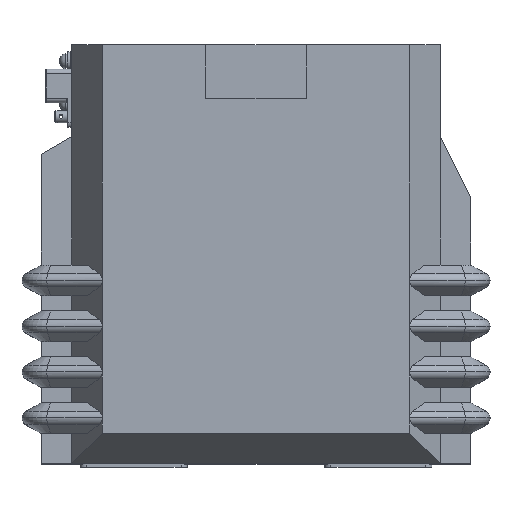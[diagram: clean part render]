
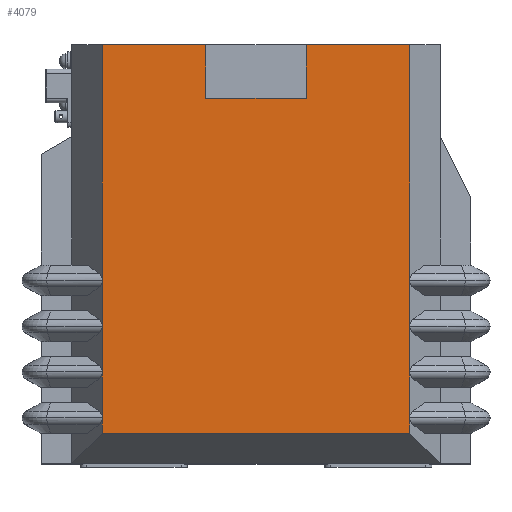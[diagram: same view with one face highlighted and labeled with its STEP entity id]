
A CAD part, top view. The second image highlights one B-rep face of the part: STEP entity #4079.
In plain terms, the highlighted planar face has unit normal (0, 0, 1).
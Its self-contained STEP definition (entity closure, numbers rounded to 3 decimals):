
#4079=ADVANCED_FACE('',(#23952),#23954,.T.);
#23952=FACE_BOUND('',#23953,.T.);
#23953=EDGE_LOOP('',(#39156,#39157,#39158,#39159,#39160,#39161,#39162,#39163,#39164,
#39165,#39166,#39167,#39168,#39169,#39170,#39171));
#23954=PLANE('',#23955);
#23955=AXIS2_PLACEMENT_3D('',#23956,#23957,#23958);
#23956=CARTESIAN_POINT('',(-237.5,-50.,88.));
#23957=DIRECTION('',(0.,0.,1.));
#23958=DIRECTION('',(1.,0.,0.));
#39156=ORIENTED_EDGE('',*,*,#50898,.T.);
#39157=ORIENTED_EDGE('',*,*,#50899,.F.);
#39158=ORIENTED_EDGE('',*,*,#50900,.F.);
#39159=ORIENTED_EDGE('',*,*,#50901,.F.);
#39160=ORIENTED_EDGE('',*,*,#50902,.F.);
#39161=ORIENTED_EDGE('',*,*,#50903,.F.);
#39162=ORIENTED_EDGE('',*,*,#50498,.F.);
#39163=ORIENTED_EDGE('',*,*,#50481,.T.);
#39164=ORIENTED_EDGE('',*,*,#50895,.T.);
#39165=ORIENTED_EDGE('',*,*,#50904,.T.);
#39166=ORIENTED_EDGE('',*,*,#50905,.T.);
#39167=ORIENTED_EDGE('',*,*,#50906,.T.);
#39168=ORIENTED_EDGE('',*,*,#50907,.T.);
#39169=ORIENTED_EDGE('',*,*,#50908,.F.);
#39170=ORIENTED_EDGE('',*,*,#50909,.F.);
#39171=ORIENTED_EDGE('',*,*,#50910,.T.);
#50481=EDGE_CURVE('',#57197,#57199,#57201,.T.);
#50498=EDGE_CURVE('',#57197,#57226,#57227,.T.);
#50895=EDGE_CURVE('',#57199,#57834,#57836,.T.);
#50898=EDGE_CURVE('',#57840,#57841,#57842,.T.);
#50899=EDGE_CURVE('',#57843,#57841,#57844,.T.);
#50900=EDGE_CURVE('',#57845,#57843,#57846,.T.);
#50901=EDGE_CURVE('',#57847,#57845,#57848,.T.);
#50902=EDGE_CURVE('',#57849,#57847,#57850,.T.);
#50903=EDGE_CURVE('',#57226,#57849,#57851,.T.);
#50904=EDGE_CURVE('',#57834,#57852,#57853,.T.);
#50905=EDGE_CURVE('',#57852,#57854,#57855,.T.);
#50906=EDGE_CURVE('',#57854,#57856,#57857,.T.);
#50907=EDGE_CURVE('',#57856,#57858,#57859,.T.);
#50908=EDGE_CURVE('',#57860,#57858,#57861,.T.);
#50909=EDGE_CURVE('',#57862,#57860,#57863,.T.);
#50910=EDGE_CURVE('',#57862,#57840,#57864,.T.);
#57197=VERTEX_POINT('',#69346);
#57199=VERTEX_POINT('',#69350);
#57201=LINE('',#69354,#69355);
#57226=VERTEX_POINT('',#69417);
#57227=LINE('',#69418,#69419);
#57834=VERTEX_POINT('',#70959);
#57836=LINE('',#70964,#70965);
#57840=VERTEX_POINT('',#70975);
#57841=VERTEX_POINT('',#70976);
#57842=LINE('',#70977,#70978);
#57843=VERTEX_POINT('',#70980);
#57844=LINE('',#70981,#70982);
#57845=VERTEX_POINT('',#70984);
#57846=LINE('',#70985,#70986);
#57847=VERTEX_POINT('',#70988);
#57848=LINE('',#70989,#70990);
#57849=VERTEX_POINT('',#70992);
#57850=LINE('',#70993,#70994);
#57851=LINE('',#70996,#70997);
#57852=VERTEX_POINT('',#70999);
#57853=LINE('',#71000,#71001);
#57854=VERTEX_POINT('',#71003);
#57855=LINE('',#71004,#71005);
#57856=VERTEX_POINT('',#71007);
#57857=LINE('',#71008,#71009);
#57858=VERTEX_POINT('',#71011);
#57859=LINE('',#71012,#71013);
#57860=VERTEX_POINT('',#71015);
#57861=LINE('',#71016,#71017);
#57862=VERTEX_POINT('',#71019);
#57863=LINE('',#71020,#71021);
#57864=LINE('',#71023,#71024);
#69346=CARTESIAN_POINT('',(-241.,-254.,88.));
#69350=CARTESIAN_POINT('',(-40.,-254.,88.));
#69354=CARTESIAN_POINT('',(-241.,-254.,88.));
#69355=VECTOR('',#69356,1.);
#69356=DIRECTION('',(1.,0.,0.));
#69417=CARTESIAN_POINT('',(-241.,-243.896,88.));
#69418=CARTESIAN_POINT('',(-241.,-254.,88.));
#69419=VECTOR('',#69420,1.);
#69420=DIRECTION('',(0.,1.,0.));
#70959=CARTESIAN_POINT('',(-40.,-243.896,88.));
#70964=CARTESIAN_POINT('',(-40.,-254.,88.));
#70965=VECTOR('',#70966,1.);
#70966=DIRECTION('',(0.,1.,0.));
#70975=CARTESIAN_POINT('',(-173.5,-35.,88.));
#70976=CARTESIAN_POINT('',(-173.5,0.,88.));
#70977=CARTESIAN_POINT('',(-173.5,-35.,88.));
#70978=VECTOR('',#70979,1.);
#70979=DIRECTION('',(0.,1.,0.));
#70980=CARTESIAN_POINT('',(-241.,0.,88.));
#70981=CARTESIAN_POINT('',(-241.,0.,88.));
#70982=VECTOR('',#70983,1.);
#70983=DIRECTION('',(1.,0.,0.));
#70984=CARTESIAN_POINT('',(-241.,-153.896,88.));
#70985=CARTESIAN_POINT('',(-241.,-153.896,88.));
#70986=VECTOR('',#70987,1.);
#70987=DIRECTION('',(0.,1.,0.));
#70988=CARTESIAN_POINT('',(-241.,-183.896,88.));
#70989=CARTESIAN_POINT('',(-241.,-183.896,88.));
#70990=VECTOR('',#70991,1.);
#70991=DIRECTION('',(0.,1.,0.));
#70992=CARTESIAN_POINT('',(-241.,-213.896,88.));
#70993=CARTESIAN_POINT('',(-241.,-213.896,88.));
#70994=VECTOR('',#70995,1.);
#70995=DIRECTION('',(0.,1.,0.));
#70996=CARTESIAN_POINT('',(-241.,-243.896,88.));
#70997=VECTOR('',#70998,1.);
#70998=DIRECTION('',(0.,1.,0.));
#70999=CARTESIAN_POINT('',(-40.,-213.896,88.));
#71000=CARTESIAN_POINT('',(-40.,-243.896,88.));
#71001=VECTOR('',#71002,1.);
#71002=DIRECTION('',(0.,1.,0.));
#71003=CARTESIAN_POINT('',(-40.,-183.896,88.));
#71004=CARTESIAN_POINT('',(-40.,-213.896,88.));
#71005=VECTOR('',#71006,1.);
#71006=DIRECTION('',(0.,1.,0.));
#71007=CARTESIAN_POINT('',(-40.,-153.896,88.));
#71008=CARTESIAN_POINT('',(-40.,-183.896,88.));
#71009=VECTOR('',#71010,1.);
#71010=DIRECTION('',(0.,1.,0.));
#71011=CARTESIAN_POINT('',(-40.,0.,88.));
#71012=CARTESIAN_POINT('',(-40.,-153.896,88.));
#71013=VECTOR('',#71014,1.);
#71014=DIRECTION('',(0.,1.,0.));
#71015=CARTESIAN_POINT('',(-107.5,0.,88.));
#71016=CARTESIAN_POINT('',(-107.5,0.,88.));
#71017=VECTOR('',#71018,1.);
#71018=DIRECTION('',(1.,0.,0.));
#71019=CARTESIAN_POINT('',(-107.5,-35.,88.));
#71020=CARTESIAN_POINT('',(-107.5,-35.,88.));
#71021=VECTOR('',#71022,1.);
#71022=DIRECTION('',(0.,1.,0.));
#71023=CARTESIAN_POINT('',(-107.5,-35.,88.));
#71024=VECTOR('',#71025,1.);
#71025=DIRECTION('',(-1.,0.,0.));
